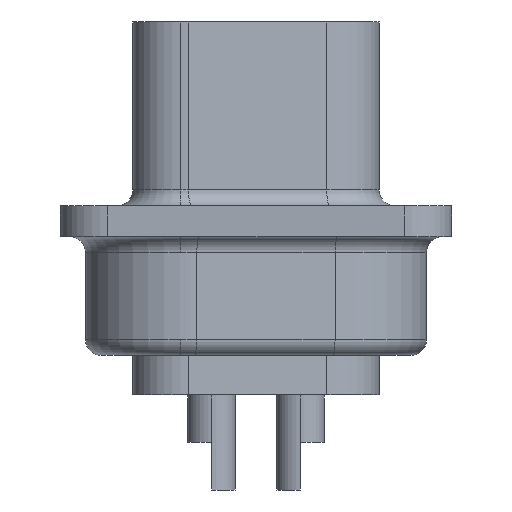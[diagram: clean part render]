
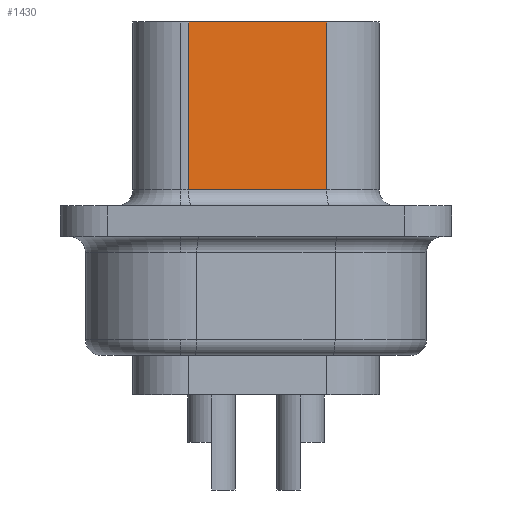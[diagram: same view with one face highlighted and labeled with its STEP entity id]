
A CAD part, left-side view. The second image highlights one B-rep face of the part: STEP entity #1430.
In plain terms, the highlighted planar face has unit normal (-0.985, -0.174, 0).
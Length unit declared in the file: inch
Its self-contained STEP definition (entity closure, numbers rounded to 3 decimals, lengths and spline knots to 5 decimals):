
#121 = VECTOR ( 'NONE', #9358, 39.37008 ) ;
#217 = VECTOR ( 'NONE', #5081, 39.37008 ) ;
#237 = EDGE_LOOP ( 'NONE', ( #11943, #1042, #4904, #2879 ) ) ;
#816 = CARTESIAN_POINT ( 'NONE',  ( -0.485, 0.08508, 0.2515 ) ) ;
#1042 = ORIENTED_EDGE ( 'NONE', *, *, #7367, .T. ) ;
#1430 = ADVANCED_FACE ( 'NONE', ( #3404 ), #7347, .F. ) ;
#1803 = VECTOR ( 'NONE', #5429, 39.37008 ) ;
#2106 = VERTEX_POINT ( 'NONE', #2384 ) ;
#2369 = CARTESIAN_POINT ( 'NONE',  ( -0.485, 0.08508, 0.2515 ) ) ;
#2384 = CARTESIAN_POINT ( 'NONE',  ( -0.45424, -0.08939, 0.2515 ) ) ;
#2438 = CARTESIAN_POINT ( 'NONE',  ( -0.45424, -0.08939, 0.0395 ) ) ;
#2550 = CARTESIAN_POINT ( 'NONE',  ( -0.485, 0.08508, 0.2515 ) ) ;
#2879 = ORIENTED_EDGE ( 'NONE', *, *, #12449, .F. ) ;
#2910 = AXIS2_PLACEMENT_3D ( 'NONE', #2550, #7411, #12539 ) ;
#3404 = FACE_OUTER_BOUND ( 'NONE', #237, .T. ) ;
#3547 = LINE ( 'NONE', #2438, #1803 ) ;
#3850 = LINE ( 'NONE', #6949, #217 ) ;
#4904 = ORIENTED_EDGE ( 'NONE', *, *, #11126, .F. ) ;
#5081 = DIRECTION ( 'NONE',  ( 0., 0., -1. ) ) ;
#5366 = LINE ( 'NONE', #2369, #8702 ) ;
#5429 = DIRECTION ( 'NONE',  ( 0.174, -0.985, 0. ) ) ;
#6274 = LINE ( 'NONE', #10264, #121 ) ;
#6529 = CARTESIAN_POINT ( 'NONE',  ( -0.45424, -0.08939, 0.0395 ) ) ;
#6887 = VERTEX_POINT ( 'NONE', #7213 ) ;
#6949 = CARTESIAN_POINT ( 'NONE',  ( -0.485, 0.08508, 0.2515 ) ) ;
#7213 = CARTESIAN_POINT ( 'NONE',  ( -0.485, 0.08508, 0.0395 ) ) ;
#7347 = PLANE ( 'NONE',  #2910 ) ;
#7367 = EDGE_CURVE ( 'NONE', #6887, #12039, #3547, .T. ) ;
#7411 = DIRECTION ( 'NONE',  ( 0.985, 0.174, 0. ) ) ;
#7458 = VERTEX_POINT ( 'NONE', #816 ) ;
#7484 = DIRECTION ( 'NONE',  ( 0.174, -0.985, 0. ) ) ;
#8702 = VECTOR ( 'NONE', #7484, 39.37008 ) ;
#9358 = DIRECTION ( 'NONE',  ( 0., 0., -1. ) ) ;
#10264 = CARTESIAN_POINT ( 'NONE',  ( -0.45424, -0.08939, 0.2515 ) ) ;
#10629 = EDGE_CURVE ( 'NONE', #7458, #6887, #3850, .T. ) ;
#11126 = EDGE_CURVE ( 'NONE', #2106, #12039, #6274, .T. ) ;
#11943 = ORIENTED_EDGE ( 'NONE', *, *, #10629, .T. ) ;
#12039 = VERTEX_POINT ( 'NONE', #6529 ) ;
#12449 = EDGE_CURVE ( 'NONE', #7458, #2106, #5366, .T. ) ;
#12539 = DIRECTION ( 'NONE',  ( -0.174, 0.985, 0. ) ) ;
